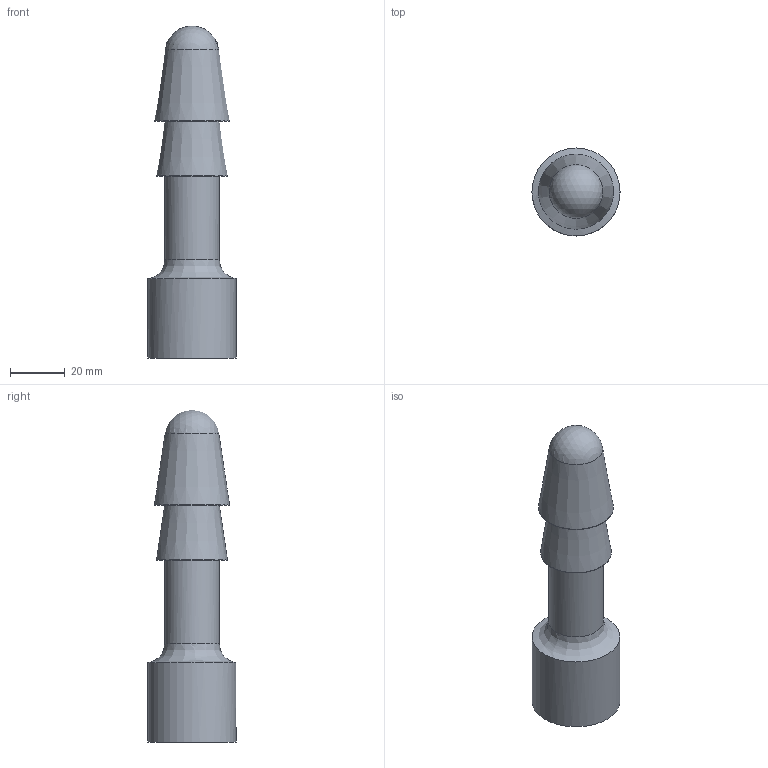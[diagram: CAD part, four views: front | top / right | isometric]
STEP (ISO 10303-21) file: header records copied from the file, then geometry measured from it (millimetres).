
FILE_DESCRIPTION(('HOOPS Exchange Step'),'2;1');
FILE_NAME('temp_export','2023-01-11T19:36:45+19:00',('mobile'),('Shapr3D Limited'),'HOOPS Exchange 2022.1','Shapr3D','Authorized');
FILE_SCHEMA( ('AUTOMOTIVE_DESIGN { 1 0 10303 214 1 1 1 1 }') );
Length unit declared in the file: millimetre
Products named in the file (2): Vac-U-Lock-Adapter.STEP; root
Assembly tree (1 placements, depth 2):
  root
    Vac-U-Lock-Adapter.STEP
Bounding box: 32.2 x 32.2 x 121.45 mm (x, y, z)
Volume: 51338.3 mm3; surface area: 12832.2 mm2
Topology: 1 solids, 2 shells, 33 faces, 102 edges, 75 vertices
Faces by surface type: cylinder 17, plane 5, torus 4, cone 3, bspline 3, sphere 1
Full cylindrical faces by diameter (mm): 5.5 x1, 20 x1, 21.002 x5, 24.349 x5, 32.2 x1
Entity records: 13415 total; most frequent: CARTESIAN_POINT 12510, ORIENTED_EDGE 202, DIRECTION 138, EDGE_CURVE 101, VERTEX_POINT 75, AXIS2_PLACEMENT_3D 60, B_SPLINE_CURVE_WITH_KNOTS 55, EDGE_LOOP 36
